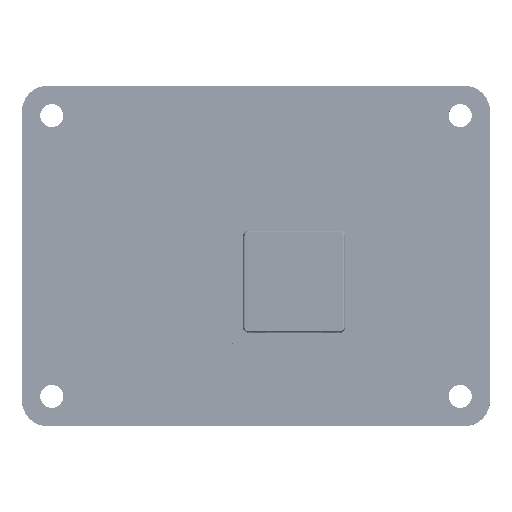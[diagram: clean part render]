
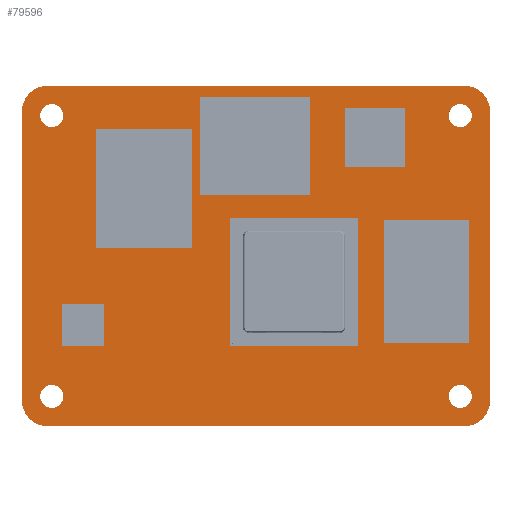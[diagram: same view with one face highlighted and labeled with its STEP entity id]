
A CAD part, top view. The second image highlights one B-rep face of the part: STEP entity #79596.
In plain terms, the highlighted planar face has unit normal (0, 0, 1).
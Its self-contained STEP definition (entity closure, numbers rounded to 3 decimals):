
#4810=FACE_BOUND('',#9648,.T.);
#4811=FACE_BOUND('',#9649,.T.);
#4812=FACE_BOUND('',#9650,.T.);
#4813=FACE_BOUND('',#9651,.T.);
#5444=FACE_OUTER_BOUND('',#9647,.T.);
#9647=EDGE_LOOP('',(#54937,#54938,#54939,#54940,#54941,#54942,#54943,#54944));
#9648=EDGE_LOOP('',(#54945));
#9649=EDGE_LOOP('',(#54946));
#9650=EDGE_LOOP('',(#54947));
#9651=EDGE_LOOP('',(#54948));
#14478=LINE('',#115569,#22634);
#14479=LINE('',#115573,#22635);
#14480=LINE('',#115577,#22636);
#14481=LINE('',#115581,#22637);
#22634=VECTOR('',#91885,0.01);
#22635=VECTOR('',#91888,0.01);
#22636=VECTOR('',#91891,0.01);
#22637=VECTOR('',#91894,0.01);
#30790=CIRCLE('',#84084,1.35);
#30791=CIRCLE('',#84086,1.35);
#30792=CIRCLE('',#84088,1.35);
#30793=CIRCLE('',#84090,1.35);
#30794=CIRCLE('',#84092,3.);
#30795=CIRCLE('',#84093,3.);
#30796=CIRCLE('',#84094,3.);
#30797=CIRCLE('',#84095,3.);
#34309=VERTEX_POINT('',#115551);
#34310=VERTEX_POINT('',#115555);
#34311=VERTEX_POINT('',#115559);
#34312=VERTEX_POINT('',#115563);
#34313=VERTEX_POINT('',#115567);
#34314=VERTEX_POINT('',#115568);
#34315=VERTEX_POINT('',#115570);
#34316=VERTEX_POINT('',#115572);
#34317=VERTEX_POINT('',#115574);
#34318=VERTEX_POINT('',#115576);
#34319=VERTEX_POINT('',#115578);
#34320=VERTEX_POINT('',#115580);
#43154=EDGE_CURVE('',#34309,#34309,#30790,.T.);
#43156=EDGE_CURVE('',#34310,#34310,#30791,.T.);
#43158=EDGE_CURVE('',#34311,#34311,#30792,.T.);
#43160=EDGE_CURVE('',#34312,#34312,#30793,.T.);
#43161=EDGE_CURVE('',#34313,#34314,#14478,.T.);
#43162=EDGE_CURVE('',#34315,#34313,#30794,.T.);
#43163=EDGE_CURVE('',#34316,#34315,#14479,.T.);
#43164=EDGE_CURVE('',#34317,#34316,#30795,.T.);
#43165=EDGE_CURVE('',#34318,#34317,#14480,.T.);
#43166=EDGE_CURVE('',#34319,#34318,#30796,.T.);
#43167=EDGE_CURVE('',#34320,#34319,#14481,.T.);
#43168=EDGE_CURVE('',#34314,#34320,#30797,.T.);
#54937=ORIENTED_EDGE('',*,*,#43161,.F.);
#54938=ORIENTED_EDGE('',*,*,#43162,.F.);
#54939=ORIENTED_EDGE('',*,*,#43163,.F.);
#54940=ORIENTED_EDGE('',*,*,#43164,.F.);
#54941=ORIENTED_EDGE('',*,*,#43165,.F.);
#54942=ORIENTED_EDGE('',*,*,#43166,.F.);
#54943=ORIENTED_EDGE('',*,*,#43167,.F.);
#54944=ORIENTED_EDGE('',*,*,#43168,.F.);
#54945=ORIENTED_EDGE('',*,*,#43154,.F.);
#54946=ORIENTED_EDGE('',*,*,#43156,.F.);
#54947=ORIENTED_EDGE('',*,*,#43158,.F.);
#54948=ORIENTED_EDGE('',*,*,#43160,.F.);
#77246=PLANE('',#84091);
#79596=ADVANCED_FACE('',(#5444,#4810,#4811,#4812,#4813),#77246,.T.);
#84084=AXIS2_PLACEMENT_3D('',#115553,#91866,#91867);
#84086=AXIS2_PLACEMENT_3D('',#115557,#91871,#91872);
#84088=AXIS2_PLACEMENT_3D('',#115561,#91876,#91877);
#84090=AXIS2_PLACEMENT_3D('',#115565,#91881,#91882);
#84091=AXIS2_PLACEMENT_3D('',#115566,#91883,#91884);
#84092=AXIS2_PLACEMENT_3D('',#115571,#91886,#91887);
#84093=AXIS2_PLACEMENT_3D('',#115575,#91889,#91890);
#84094=AXIS2_PLACEMENT_3D('',#115579,#91892,#91893);
#84095=AXIS2_PLACEMENT_3D('',#115582,#91895,#91896);
#91866=DIRECTION('center_axis',(0.,0.,1.));
#91867=DIRECTION('ref_axis',(1.,0.,0.));
#91871=DIRECTION('center_axis',(0.,0.,1.));
#91872=DIRECTION('ref_axis',(1.,0.,0.));
#91876=DIRECTION('center_axis',(0.,0.,1.));
#91877=DIRECTION('ref_axis',(1.,0.,0.));
#91881=DIRECTION('center_axis',(0.,0.,1.));
#91882=DIRECTION('ref_axis',(1.,0.,0.));
#91883=DIRECTION('center_axis',(0.,0.,1.));
#91884=DIRECTION('ref_axis',(1.,0.,0.));
#91885=DIRECTION('',(1.,0.,0.));
#91886=DIRECTION('center_axis',(0.,0.,-1.));
#91887=DIRECTION('ref_axis',(-1.,0.,0.));
#91888=DIRECTION('',(0.,1.,0.));
#91889=DIRECTION('center_axis',(0.,0.,-1.));
#91890=DIRECTION('ref_axis',(0.,-1.,0.));
#91891=DIRECTION('',(-1.,0.,0.));
#91892=DIRECTION('center_axis',(0.,0.,-1.));
#91893=DIRECTION('ref_axis',(1.,0.,0.));
#91894=DIRECTION('',(0.,-1.,0.));
#91895=DIRECTION('center_axis',(0.,0.,-1.));
#91896=DIRECTION('ref_axis',(0.,1.,0.));
#115551=CARTESIAN_POINT('',(2.15,19.496,1.107));
#115553=CARTESIAN_POINT('Origin',(3.5,19.496,1.107));
#115555=CARTESIAN_POINT('',(50.15,19.5,1.107));
#115557=CARTESIAN_POINT('Origin',(51.5,19.5,1.107));
#115559=CARTESIAN_POINT('',(2.15,52.5,1.107));
#115561=CARTESIAN_POINT('Origin',(3.5,52.5,1.107));
#115563=CARTESIAN_POINT('',(50.15,52.5,1.107));
#115565=CARTESIAN_POINT('Origin',(51.5,52.5,1.107));
#115566=CARTESIAN_POINT('Origin',(27.5,36.,1.107));
#115567=CARTESIAN_POINT('',(3.,56.,1.107));
#115568=CARTESIAN_POINT('',(52.,56.,1.107));
#115569=CARTESIAN_POINT('',(27.5,56.,1.107));
#115570=CARTESIAN_POINT('',(0.,53.,1.107));
#115571=CARTESIAN_POINT('Origin',(3.,53.,1.107));
#115572=CARTESIAN_POINT('',(0.,19.,1.107));
#115573=CARTESIAN_POINT('',(0.,36.,1.107));
#115574=CARTESIAN_POINT('',(3.,16.,1.107));
#115575=CARTESIAN_POINT('Origin',(3.,19.,1.107));
#115576=CARTESIAN_POINT('',(52.,16.,1.107));
#115577=CARTESIAN_POINT('',(27.5,16.,1.107));
#115578=CARTESIAN_POINT('',(55.,19.,1.107));
#115579=CARTESIAN_POINT('Origin',(52.,19.,1.107));
#115580=CARTESIAN_POINT('',(55.,53.,1.107));
#115581=CARTESIAN_POINT('',(55.,36.,1.107));
#115582=CARTESIAN_POINT('Origin',(52.,53.,1.107));
